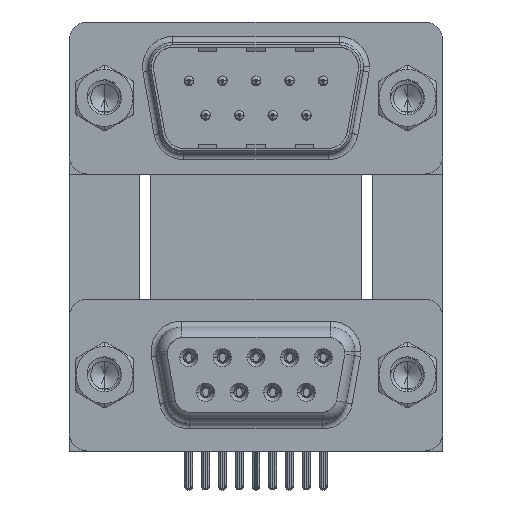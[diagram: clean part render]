
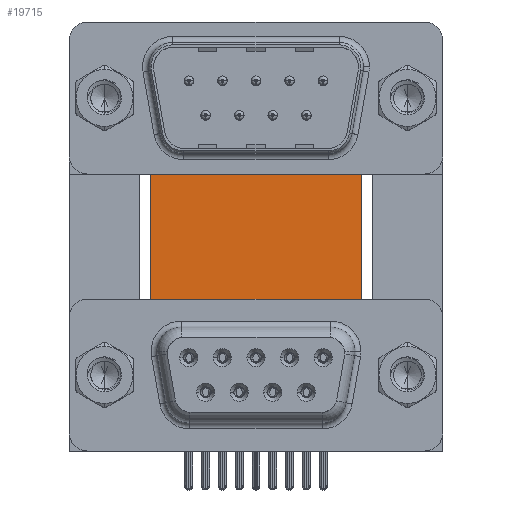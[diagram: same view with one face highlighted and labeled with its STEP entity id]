
A CAD part, top view. The second image highlights one B-rep face of the part: STEP entity #19715.
In plain terms, the highlighted planar face has unit normal (0, 0, 1).
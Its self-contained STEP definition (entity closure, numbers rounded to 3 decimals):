
#407 = LINE ( 'NONE', #22926, #21242 ) ;
#776 = VERTEX_POINT ( 'NONE', #6388 ) ;
#1134 = CARTESIAN_POINT ( 'NONE',  ( 3.79, 16.585, -12. ) ) ;
#1584 = CARTESIAN_POINT ( 'NONE',  ( 22.59, -4.635, -12. ) ) ;
#2871 = LINE ( 'NONE', #25815, #23425 ) ;
#2914 = CARTESIAN_POINT ( 'NONE',  ( 2.9, -4.635, -12. ) ) ;
#3013 = DIRECTION ( 'NONE',  ( 1., 0., 0. ) ) ;
#3499 = ORIENTED_EDGE ( 'NONE', *, *, #18158, .T. ) ;
#5741 = VERTEX_POINT ( 'NONE', #41066 ) ;
#6344 = DIRECTION ( 'NONE',  ( 1., 0., 0. ) ) ;
#6388 = CARTESIAN_POINT ( 'NONE',  ( 2.9, -3.735, -12. ) ) ;
#6560 = CARTESIAN_POINT ( 'NONE',  ( 3.79, -3.735, -12. ) ) ;
#7740 = VECTOR ( 'NONE', #13335, 1000. ) ;
#8018 = EDGE_LOOP ( 'NONE', ( #30710, #33203, #9929, #40142, #10799, #31099, #19860, #25690, #3499, #9145 ) ) ;
#8151 = VERTEX_POINT ( 'NONE', #24747 ) ;
#8227 = LINE ( 'NONE', #15011, #17098 ) ;
#8258 = LINE ( 'NONE', #34191, #24578 ) ;
#9145 = ORIENTED_EDGE ( 'NONE', *, *, #37373, .T. ) ;
#9756 = CARTESIAN_POINT ( 'NONE',  ( 22.09, -4.635, -12. ) ) ;
#9929 = ORIENTED_EDGE ( 'NONE', *, *, #16710, .T. ) ;
#10799 = ORIENTED_EDGE ( 'NONE', *, *, #41649, .F. ) ;
#11023 = CARTESIAN_POINT ( 'NONE',  ( 3.79, 16.585, -12. ) ) ;
#11387 = VERTEX_POINT ( 'NONE', #9756 ) ;
#12605 = VERTEX_POINT ( 'NONE', #11023 ) ;
#12712 = VECTOR ( 'NONE', #22767, 1000. ) ;
#12719 = LINE ( 'NONE', #6560, #30644 ) ;
#13335 = DIRECTION ( 'NONE',  ( 0., 1., 0. ) ) ;
#13538 = EDGE_CURVE ( 'NONE', #35336, #41715, #2871, .T. ) ;
#15011 = CARTESIAN_POINT ( 'NONE',  ( 3.79, 16.585, -12. ) ) ;
#15568 = DIRECTION ( 'NONE',  ( 0., 0., -1. ) ) ;
#16710 = EDGE_CURVE ( 'NONE', #11387, #35336, #8258, .T. ) ;
#16779 = EDGE_CURVE ( 'NONE', #12605, #8151, #19432, .T. ) ;
#17098 = VECTOR ( 'NONE', #21166, 1000. ) ;
#17798 = CARTESIAN_POINT ( 'NONE',  ( 21.2, -0.735, -12. ) ) ;
#18158 = EDGE_CURVE ( 'NONE', #5741, #18755, #32559, .T. ) ;
#18433 = DIRECTION ( 'NONE',  ( 1., 0., 0. ) ) ;
#18755 = VERTEX_POINT ( 'NONE', #2914 ) ;
#19432 = LINE ( 'NONE', #1134, #21171 ) ;
#19578 = CARTESIAN_POINT ( 'NONE',  ( 2.9, -4.635, -12. ) ) ;
#19715 = ADVANCED_FACE ( 'NONE', ( #38339 ), #25118, .F. ) ;
#19851 = DIRECTION ( 'NONE',  ( 0., -1., 0. ) ) ;
#19860 = ORIENTED_EDGE ( 'NONE', *, *, #16779, .T. ) ;
#20778 = LINE ( 'NONE', #27765, #30661 ) ;
#21166 = DIRECTION ( 'NONE',  ( 1., 0., 0. ) ) ;
#21171 = VECTOR ( 'NONE', #19851, 1000. ) ;
#21242 = VECTOR ( 'NONE', #29099, 1000. ) ;
#22767 = DIRECTION ( 'NONE',  ( -0.336, -0.942, 0. ) ) ;
#22926 = CARTESIAN_POINT ( 'NONE',  ( 22.09, -3.735, -12. ) ) ;
#23229 = EDGE_CURVE ( 'NONE', #8151, #5741, #39589, .T. ) ;
#23425 = VECTOR ( 'NONE', #38807, 1000. ) ;
#24578 = VECTOR ( 'NONE', #18433, 1000. ) ;
#24747 = CARTESIAN_POINT ( 'NONE',  ( 3.79, -0.735, -12. ) ) ;
#25118 = PLANE ( 'NONE',  #35984 ) ;
#25690 = ORIENTED_EDGE ( 'NONE', *, *, #23229, .T. ) ;
#25743 = CARTESIAN_POINT ( 'NONE',  ( 2.4, -4.635, -12. ) ) ;
#25815 = CARTESIAN_POINT ( 'NONE',  ( 22.59, -4.635, -12. ) ) ;
#27765 = CARTESIAN_POINT ( 'NONE',  ( 21.2, 16.585, -12. ) ) ;
#28524 = DIRECTION ( 'NONE',  ( -1., 0., 0. ) ) ;
#29099 = DIRECTION ( 'NONE',  ( 0., -1., 0. ) ) ;
#30443 = VECTOR ( 'NONE', #3013, 1000. ) ;
#30478 = CARTESIAN_POINT ( 'NONE',  ( 21.2, 16.585, -12. ) ) ;
#30644 = VECTOR ( 'NONE', #6344, 1000. ) ;
#30661 = VECTOR ( 'NONE', #34800, 1000. ) ;
#30710 = ORIENTED_EDGE ( 'NONE', *, *, #32517, .T. ) ;
#31099 = ORIENTED_EDGE ( 'NONE', *, *, #35061, .F. ) ;
#31172 = CARTESIAN_POINT ( 'NONE',  ( 22.09, -3.735, -12. ) ) ;
#31734 = CARTESIAN_POINT ( 'NONE',  ( 3.79, 16.585, -12. ) ) ;
#31986 = VERTEX_POINT ( 'NONE', #30478 ) ;
#32517 = EDGE_CURVE ( 'NONE', #776, #36243, #12719, .T. ) ;
#32559 = LINE ( 'NONE', #19578, #30443 ) ;
#33203 = ORIENTED_EDGE ( 'NONE', *, *, #36903, .T. ) ;
#34191 = CARTESIAN_POINT ( 'NONE',  ( 22.09, -4.635, -12. ) ) ;
#34800 = DIRECTION ( 'NONE',  ( 0., -1., 0. ) ) ;
#35061 = EDGE_CURVE ( 'NONE', #12605, #31986, #8227, .T. ) ;
#35336 = VERTEX_POINT ( 'NONE', #1584 ) ;
#35448 = LINE ( 'NONE', #35660, #7740 ) ;
#35660 = CARTESIAN_POINT ( 'NONE',  ( 2.9, -3.735, -12. ) ) ;
#35984 = AXIS2_PLACEMENT_3D ( 'NONE', #31734, #15568, #28524 ) ;
#36243 = VERTEX_POINT ( 'NONE', #31172 ) ;
#36903 = EDGE_CURVE ( 'NONE', #36243, #11387, #407, .T. ) ;
#37373 = EDGE_CURVE ( 'NONE', #18755, #776, #35448, .T. ) ;
#38339 = FACE_OUTER_BOUND ( 'NONE', #8018, .T. ) ;
#38807 = DIRECTION ( 'NONE',  ( -0.336, 0.942, 0. ) ) ;
#39589 = LINE ( 'NONE', #25743, #12712 ) ;
#40142 = ORIENTED_EDGE ( 'NONE', *, *, #13538, .T. ) ;
#41066 = CARTESIAN_POINT ( 'NONE',  ( 2.4, -4.635, -12. ) ) ;
#41649 = EDGE_CURVE ( 'NONE', #31986, #41715, #20778, .T. ) ;
#41715 = VERTEX_POINT ( 'NONE', #17798 ) ;
